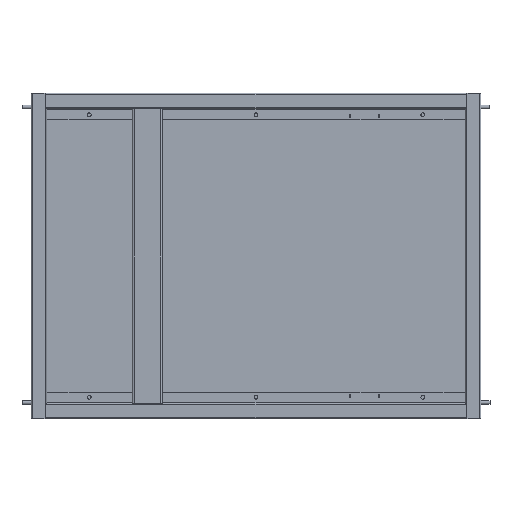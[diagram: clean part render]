
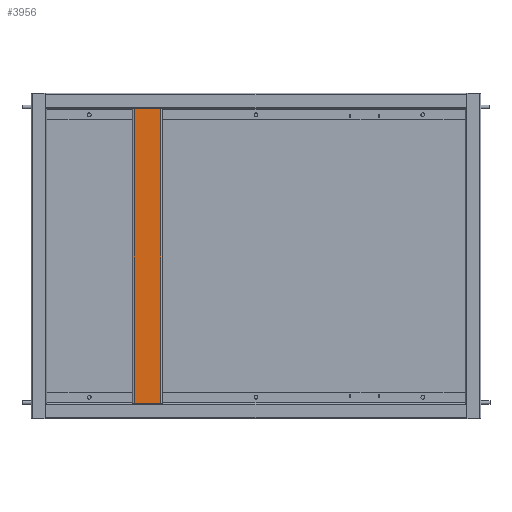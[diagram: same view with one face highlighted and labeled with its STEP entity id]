
A CAD part, front view. The second image highlights one B-rep face of the part: STEP entity #3956.
In plain terms, the highlighted planar face has unit normal (0, -1, 0).
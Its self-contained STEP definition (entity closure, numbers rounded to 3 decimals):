
#87 = EDGE_LOOP ( 'NONE', ( #5914, #3452, #6190, #1405 ) ) ;
#320 = PLANE ( 'NONE',  #2446 ) ;
#455 = LINE ( 'NONE', #1022, #7733 ) ;
#533 = VERTEX_POINT ( 'NONE', #3890 ) ;
#610 = EDGE_CURVE ( 'NONE', #533, #6541, #2374, .T. ) ;
#904 = VECTOR ( 'NONE', #8424, 1000. ) ;
#1022 = CARTESIAN_POINT ( 'NONE',  ( -24., 0., -236.5 ) ) ;
#1405 = ORIENTED_EDGE ( 'NONE', *, *, #8179, .T. ) ;
#1505 = CARTESIAN_POINT ( 'NONE',  ( -21.5, 0., 236.5 ) ) ;
#1947 = LINE ( 'NONE', #5323, #8349 ) ;
#2019 = VECTOR ( 'NONE', #4728, 1000. ) ;
#2374 = LINE ( 'NONE', #2504, #904 ) ;
#2446 = AXIS2_PLACEMENT_3D ( 'NONE', #2992, #4840, #8291 ) ;
#2504 = CARTESIAN_POINT ( 'NONE',  ( -24., 0., 236.5 ) ) ;
#2912 = FACE_OUTER_BOUND ( 'NONE', #87, .T. ) ;
#2992 = CARTESIAN_POINT ( 'NONE',  ( -24., 0., 236.5 ) ) ;
#3452 = ORIENTED_EDGE ( 'NONE', *, *, #4779, .F. ) ;
#3890 = CARTESIAN_POINT ( 'NONE',  ( 21.5, 0., 236.5 ) ) ;
#3956 = ADVANCED_FACE ( 'NONE', ( #2912 ), #320, .T. ) ;
#4317 = LINE ( 'NONE', #6793, #2019 ) ;
#4728 = DIRECTION ( 'NONE',  ( 0., 0., -1. ) ) ;
#4779 = EDGE_CURVE ( 'NONE', #533, #7060, #1947, .T. ) ;
#4840 = DIRECTION ( 'NONE',  ( 0., -1., 0. ) ) ;
#5141 = DIRECTION ( 'NONE',  ( -1., 0., 0. ) ) ;
#5222 = CARTESIAN_POINT ( 'NONE',  ( -21.5, 0., -236.5 ) ) ;
#5323 = CARTESIAN_POINT ( 'NONE',  ( 21.5, 0., 236.5 ) ) ;
#5651 = VERTEX_POINT ( 'NONE', #5222 ) ;
#5914 = ORIENTED_EDGE ( 'NONE', *, *, #7001, .F. ) ;
#6190 = ORIENTED_EDGE ( 'NONE', *, *, #610, .T. ) ;
#6541 = VERTEX_POINT ( 'NONE', #1505 ) ;
#6793 = CARTESIAN_POINT ( 'NONE',  ( -21.5, 0., 236.5 ) ) ;
#7001 = EDGE_CURVE ( 'NONE', #7060, #5651, #455, .T. ) ;
#7060 = VERTEX_POINT ( 'NONE', #7080 ) ;
#7080 = CARTESIAN_POINT ( 'NONE',  ( 21.5, 0., -236.5 ) ) ;
#7425 = DIRECTION ( 'NONE',  ( 0., 0., -1. ) ) ;
#7733 = VECTOR ( 'NONE', #5141, 1000. ) ;
#8179 = EDGE_CURVE ( 'NONE', #6541, #5651, #4317, .T. ) ;
#8291 = DIRECTION ( 'NONE',  ( 0., 0., -1. ) ) ;
#8349 = VECTOR ( 'NONE', #7425, 1000. ) ;
#8424 = DIRECTION ( 'NONE',  ( -1., 0., 0. ) ) ;
